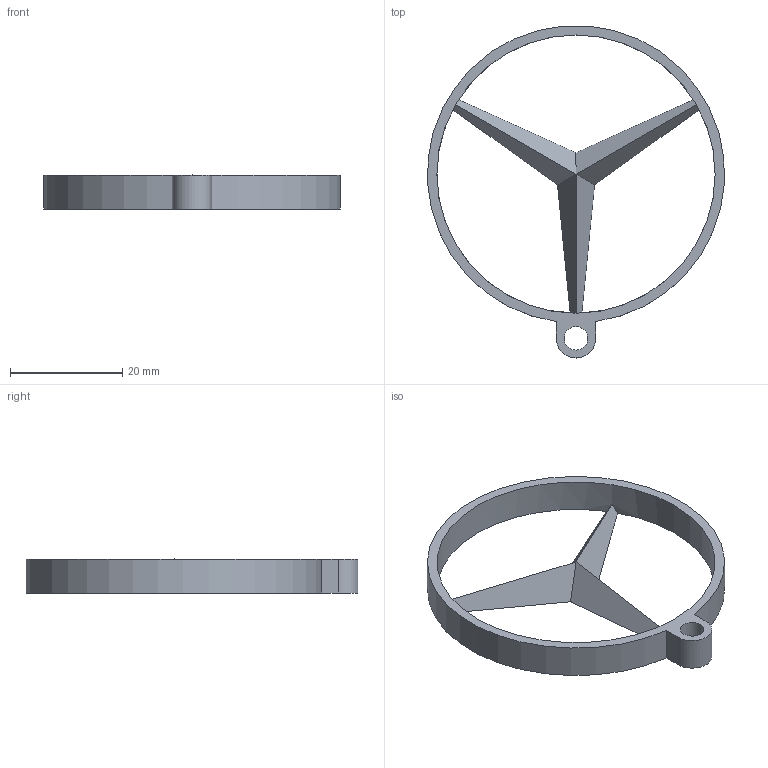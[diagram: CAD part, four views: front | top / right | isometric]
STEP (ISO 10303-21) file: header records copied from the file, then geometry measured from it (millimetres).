
FILE_DESCRIPTION(('FreeCAD Model'),'2;1');
FILE_NAME('Mercedes-Benz.step', '2015-03-03T20:46:47',('FreeCAD'),('FreeCAD'), 'Open CASCADE STEP processor 6.6','FreeCAD','Unknown');
FILE_SCHEMA(('AUTOMOTIVE_DESIGN_CC2 { 1 2 10303 214 -1 1 5 4 }'));
Length unit declared in the file: millimetre
Products named in the file (1): Key-chain
Bounding box: 52.9 x 59.17 x 6.06 mm (x, y, z)
Volume: 2479.4 mm3; surface area: 3617.1 mm2
Topology: 1 solids, 1 shells, 23 faces, 63 edges, 38 vertices
Faces by surface type: bspline 15, cylinder 4, plane 4
Full cylindrical faces by diameter (mm): 4.2 x1, 49.6 x1
Entity records: 6020 total; most frequent: CARTESIAN_POINT 4940, DIRECTION 129, ORIENTED_EDGE 126, PCURVE 126, DEFINITIONAL_REPRESENTATION 126, LINE 83, VECTOR 83, B_SPLINE_CURVE_WITH_KNOTS 81
